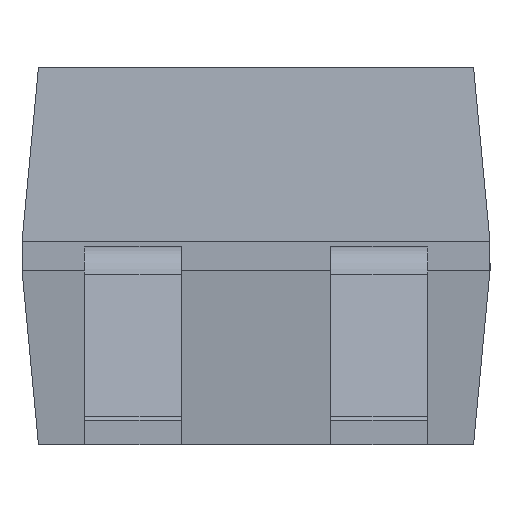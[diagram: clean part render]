
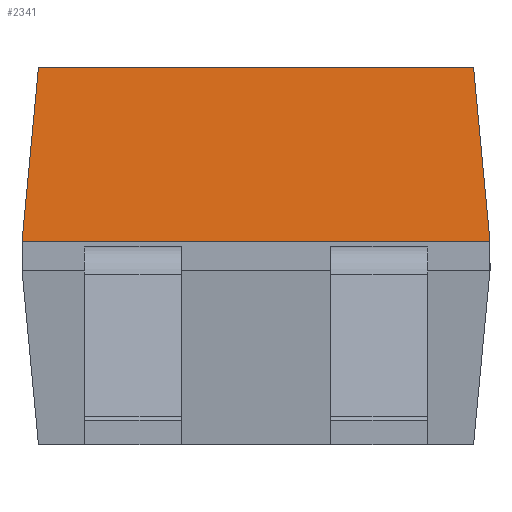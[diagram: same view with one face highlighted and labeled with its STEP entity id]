
A CAD part, left-side view. The second image highlights one B-rep face of the part: STEP entity #2341.
In plain terms, the highlighted planar face has unit normal (-0.996, 0, 0.094).
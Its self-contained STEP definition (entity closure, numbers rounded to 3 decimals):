
#2119=CARTESIAN_POINT('',(-3.405,2.415,2.1));
#2120=VERTEX_POINT('',#2119);
#2127=CARTESIAN_POINT('',(-3.235,2.245,3.9));
#2128=VERTEX_POINT('',#2127);
#2129=CARTESIAN_POINT('',(-3.405,2.415,2.1));
#2130=DIRECTION('',(0.094,-0.094,0.991));
#2131=VECTOR('',#2130,1.816);
#2132=LINE('',#2129,#2131);
#2133=EDGE_CURVE('',#2120,#2128,#2132,.T.);
#2157=CARTESIAN_POINT('',(-3.405,-2.415,2.1));
#2158=VERTEX_POINT('',#2157);
#2175=CARTESIAN_POINT('',(-3.235,-2.245,3.9));
#2176=VERTEX_POINT('',#2175);
#2183=CARTESIAN_POINT('',(-3.405,-2.415,2.1));
#2184=DIRECTION('',(0.094,0.094,0.991));
#2185=VECTOR('',#2184,1.816);
#2186=LINE('',#2183,#2185);
#2187=EDGE_CURVE('',#2158,#2176,#2186,.T.);
#2198=CARTESIAN_POINT('',(-3.235,-2.245,3.9));
#2199=DIRECTION('',(0.0,1.0,0.0));
#2200=VECTOR('',#2199,4.49);
#2201=LINE('',#2198,#2200);
#2202=EDGE_CURVE('',#2176,#2128,#2201,.T.);
#2325=CARTESIAN_POINT('',(-3.32,2.415,3.));
#2326=DIRECTION('',(-0.996,0.,0.094));
#2327=DIRECTION('',(0.094,0.0,0.996));
#2328=AXIS2_PLACEMENT_3D('',#2325,#2326,#2327);
#2329=PLANE('',#2328);
#2330=CARTESIAN_POINT('',(-3.405,2.415,2.1));
#2331=DIRECTION('',(0.0,-1.0,0.0));
#2332=VECTOR('',#2331,4.83);
#2333=LINE('',#2330,#2332);
#2334=EDGE_CURVE('',#2120,#2158,#2333,.T.);
#2335=ORIENTED_EDGE('',*,*,#2334,.T.);
#2336=ORIENTED_EDGE('',*,*,#2187,.T.);
#2337=ORIENTED_EDGE('',*,*,#2202,.T.);
#2338=ORIENTED_EDGE('',*,*,#2133,.F.);
#2339=EDGE_LOOP('',(#2335,#2336,#2337,#2338));
#2340=FACE_OUTER_BOUND('',#2339,.T.);
#2341=ADVANCED_FACE('',(#2340),#2329,.T.);
